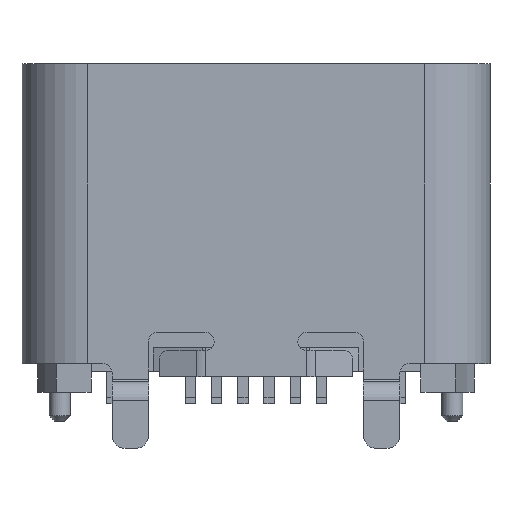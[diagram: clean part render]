
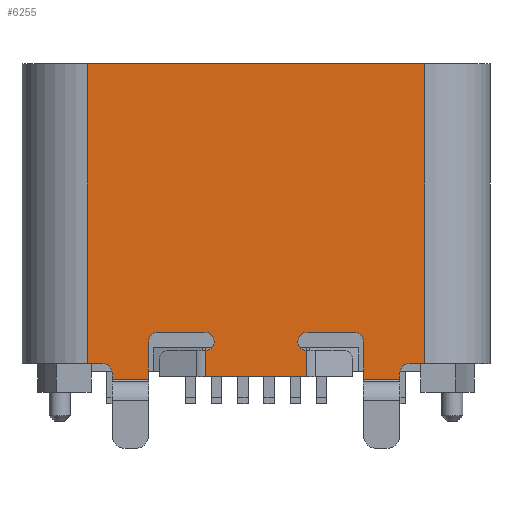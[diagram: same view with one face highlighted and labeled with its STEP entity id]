
A CAD part, front view. The second image highlights one B-rep face of the part: STEP entity #6255.
In plain terms, the highlighted planar face has unit normal (0, -1, 0).
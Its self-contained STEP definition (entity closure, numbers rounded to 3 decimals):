
#259=FACE_OUTER_BOUND('',#582,.T.);
#582=EDGE_LOOP('',(#4499,#4500,#4501,#4502,#4503,#4504,#4505,#4506,#4507,
#4508,#4509,#4510,#4511,#4512,#4513,#4514,#4515,#4516,#4517,#4518,#4519,
#4520));
#913=CIRCLE('',#6702,0.175);
#914=CIRCLE('',#6704,0.175);
#915=CIRCLE('',#6708,0.175);
#916=CIRCLE('',#6710,0.175);
#917=CIRCLE('',#6712,0.175);
#918=CIRCLE('',#6714,0.175);
#986=LINE('',#8723,#1678);
#1000=LINE('',#8761,#1692);
#1024=LINE('',#8832,#1716);
#1117=LINE('',#9119,#1809);
#1119=LINE('',#9122,#1811);
#1120=LINE('',#9124,#1812);
#1147=LINE('',#9204,#1839);
#1152=LINE('',#9224,#1844);
#1156=LINE('',#9230,#1848);
#1167=LINE('',#9269,#1859);
#1178=LINE('',#9299,#1870);
#1180=LINE('',#9303,#1872);
#1183=LINE('',#9311,#1875);
#1186=LINE('',#9317,#1878);
#1196=LINE('',#9350,#1888);
#1210=LINE('',#9390,#1902);
#1678=VECTOR('',#7003,1.);
#1692=VECTOR('',#7029,1.);
#1716=VECTOR('',#7091,1.);
#1809=VECTOR('',#7392,1.);
#1811=VECTOR('',#7396,1.);
#1812=VECTOR('',#7399,1.);
#1839=VECTOR('',#7468,1.);
#1844=VECTOR('',#7493,1.);
#1848=VECTOR('',#7499,1.);
#1859=VECTOR('',#7538,1.);
#1870=VECTOR('',#7569,1.);
#1872=VECTOR('',#7573,1.);
#1875=VECTOR('',#7582,1.);
#1878=VECTOR('',#7587,1.);
#1888=VECTOR('',#7617,1.);
#1902=VECTOR('',#7659,1.);
#2371=VERTEX_POINT('',#8720);
#2372=VERTEX_POINT('',#8722);
#2389=VERTEX_POINT('',#8758);
#2390=VERTEX_POINT('',#8760);
#2417=VERTEX_POINT('',#8828);
#2418=VERTEX_POINT('',#8830);
#2507=VERTEX_POINT('',#9116);
#2508=VERTEX_POINT('',#9118);
#2539=VERTEX_POINT('',#9202);
#2540=VERTEX_POINT('',#9203);
#2545=VERTEX_POINT('',#9223);
#2546=VERTEX_POINT('',#9229);
#2559=VERTEX_POINT('',#9266);
#2560=VERTEX_POINT('',#9268);
#2569=VERTEX_POINT('',#9298);
#2570=VERTEX_POINT('',#9302);
#2571=VERTEX_POINT('',#9309);
#2572=VERTEX_POINT('',#9310);
#2573=VERTEX_POINT('',#9315);
#2574=VERTEX_POINT('',#9316);
#2587=VERTEX_POINT('',#9349);
#2599=VERTEX_POINT('',#9388);
#2949=EDGE_CURVE('',#2371,#2372,#986,.T.);
#2967=EDGE_CURVE('',#2389,#2390,#1000,.T.);
#3004=EDGE_CURVE('',#2417,#2418,#1024,.T.);
#3147=EDGE_CURVE('',#2508,#2507,#1117,.T.);
#3149=EDGE_CURVE('',#2390,#2418,#1119,.T.);
#3150=EDGE_CURVE('',#2371,#2417,#1120,.T.);
#3189=EDGE_CURVE('',#2539,#2540,#1147,.T.);
#3200=EDGE_CURVE('',#2545,#2539,#1152,.T.);
#3204=EDGE_CURVE('',#2546,#2540,#1156,.T.);
#3222=EDGE_CURVE('',#2560,#2559,#1167,.T.);
#3238=EDGE_CURVE('',#2569,#2560,#1178,.T.);
#3240=EDGE_CURVE('',#2570,#2559,#1180,.T.);
#3243=EDGE_CURVE('',#2571,#2572,#1183,.T.);
#3246=EDGE_CURVE('',#2573,#2574,#1186,.T.);
#3263=EDGE_CURVE('',#2587,#2574,#1196,.T.);
#3284=EDGE_CURVE('',#2599,#2573,#1210,.T.);
#3289=EDGE_CURVE('',#2372,#2545,#913,.T.);
#3290=EDGE_CURVE('',#2569,#2389,#914,.T.);
#3291=EDGE_CURVE('',#2546,#2572,#915,.T.);
#3292=EDGE_CURVE('',#2571,#2599,#916,.T.);
#3293=EDGE_CURVE('',#2508,#2570,#917,.T.);
#3294=EDGE_CURVE('',#2587,#2507,#918,.T.);
#4499=ORIENTED_EDGE('',*,*,#3204,.T.);
#4500=ORIENTED_EDGE('',*,*,#3189,.F.);
#4501=ORIENTED_EDGE('',*,*,#3200,.F.);
#4502=ORIENTED_EDGE('',*,*,#3289,.F.);
#4503=ORIENTED_EDGE('',*,*,#2949,.F.);
#4504=ORIENTED_EDGE('',*,*,#3150,.T.);
#4505=ORIENTED_EDGE('',*,*,#3004,.T.);
#4506=ORIENTED_EDGE('',*,*,#3149,.F.);
#4507=ORIENTED_EDGE('',*,*,#2967,.F.);
#4508=ORIENTED_EDGE('',*,*,#3290,.F.);
#4509=ORIENTED_EDGE('',*,*,#3238,.T.);
#4510=ORIENTED_EDGE('',*,*,#3222,.T.);
#4511=ORIENTED_EDGE('',*,*,#3240,.F.);
#4512=ORIENTED_EDGE('',*,*,#3293,.F.);
#4513=ORIENTED_EDGE('',*,*,#3147,.T.);
#4514=ORIENTED_EDGE('',*,*,#3294,.F.);
#4515=ORIENTED_EDGE('',*,*,#3263,.T.);
#4516=ORIENTED_EDGE('',*,*,#3246,.F.);
#4517=ORIENTED_EDGE('',*,*,#3284,.F.);
#4518=ORIENTED_EDGE('',*,*,#3292,.F.);
#4519=ORIENTED_EDGE('',*,*,#3243,.T.);
#4520=ORIENTED_EDGE('',*,*,#3291,.F.);
#5641=PLANE('',#6715);
#6255=ADVANCED_FACE('',(#259),#5641,.T.);
#6702=AXIS2_PLACEMENT_3D('',#9399,#7672,#7673);
#6704=AXIS2_PLACEMENT_3D('',#9401,#7676,#7677);
#6708=AXIS2_PLACEMENT_3D('',#9405,#7684,#7685);
#6710=AXIS2_PLACEMENT_3D('',#9407,#7688,#7689);
#6712=AXIS2_PLACEMENT_3D('',#9409,#7692,#7693);
#6714=AXIS2_PLACEMENT_3D('',#9411,#7696,#7697);
#6715=AXIS2_PLACEMENT_3D('',#9412,#7698,#7699);
#7003=DIRECTION('',(-1.,0.,0.));
#7029=DIRECTION('',(-1.,0.,0.));
#7091=DIRECTION('',(-1.,0.,0.));
#7392=DIRECTION('',(1.,0.,0.));
#7396=DIRECTION('',(0.,0.,1.));
#7399=DIRECTION('',(0.,0.,1.));
#7468=DIRECTION('',(-1.,0.,0.));
#7493=DIRECTION('',(0.,0.,-1.));
#7499=DIRECTION('',(0.,0.,-1.));
#7538=DIRECTION('',(1.,0.,0.));
#7569=DIRECTION('',(0.,0.,-1.));
#7573=DIRECTION('',(0.,0.,-1.));
#7582=DIRECTION('',(1.,0.,0.));
#7587=DIRECTION('',(-1.,0.,0.));
#7617=DIRECTION('',(0.,0.,-1.));
#7659=DIRECTION('',(0.,0.,-1.));
#7672=DIRECTION('center_axis',(0.,-1.,0.));
#7673=DIRECTION('ref_axis',(0.,0.,1.));
#7676=DIRECTION('center_axis',(0.,-1.,0.));
#7677=DIRECTION('ref_axis',(0.,0.,1.));
#7684=DIRECTION('center_axis',(0.,-1.,0.));
#7685=DIRECTION('ref_axis',(0.,0.,1.));
#7688=DIRECTION('center_axis',(0.,-1.,0.));
#7689=DIRECTION('ref_axis',(0.,0.,1.));
#7692=DIRECTION('center_axis',(0.,-1.,0.));
#7693=DIRECTION('ref_axis',(0.,0.,1.));
#7696=DIRECTION('center_axis',(0.,-1.,0.));
#7697=DIRECTION('ref_axis',(0.,0.,1.));
#7698=DIRECTION('center_axis',(0.,-1.,0.));
#7699=DIRECTION('ref_axis',(0.,0.,1.));
#8720=CARTESIAN_POINT('',(3.22,-1.58,0.77));
#8722=CARTESIAN_POINT('',(2.925,-1.58,0.77));
#8723=CARTESIAN_POINT('',(-3.22,-1.58,0.77));
#8758=CARTESIAN_POINT('',(-2.925,-1.58,0.77));
#8760=CARTESIAN_POINT('',(-3.22,-1.58,0.77));
#8761=CARTESIAN_POINT('',(-3.22,-1.58,0.77));
#8828=CARTESIAN_POINT('',(3.22,-1.58,6.5));
#8830=CARTESIAN_POINT('',(-3.22,-1.58,6.5));
#8832=CARTESIAN_POINT('',(-3.22,-1.58,6.5));
#9116=CARTESIAN_POINT('',(-0.975,-1.58,1.37));
#9118=CARTESIAN_POINT('',(-1.875,-1.58,1.37));
#9119=CARTESIAN_POINT('',(2.05,-1.58,1.37));
#9122=CARTESIAN_POINT('',(-3.22,-1.58,0.77));
#9124=CARTESIAN_POINT('',(3.22,-1.58,0.77));
#9202=CARTESIAN_POINT('',(2.75,-1.58,0.47));
#9203=CARTESIAN_POINT('',(2.05,-1.58,0.47));
#9204=CARTESIAN_POINT('',(2.75,-1.58,0.47));
#9223=CARTESIAN_POINT('',(2.75,-1.58,0.595));
#9224=CARTESIAN_POINT('',(2.75,-1.58,0.77));
#9229=CARTESIAN_POINT('',(2.05,-1.58,1.195));
#9230=CARTESIAN_POINT('',(2.05,-1.58,0.77));
#9266=CARTESIAN_POINT('',(-2.05,-1.58,0.47));
#9268=CARTESIAN_POINT('',(-2.75,-1.58,0.47));
#9269=CARTESIAN_POINT('',(-2.75,-1.58,0.47));
#9298=CARTESIAN_POINT('',(-2.75,-1.58,0.595));
#9299=CARTESIAN_POINT('',(-2.75,-1.58,0.77));
#9302=CARTESIAN_POINT('',(-2.05,-1.58,1.195));
#9303=CARTESIAN_POINT('',(-2.05,-1.58,0.77));
#9309=CARTESIAN_POINT('',(0.975,-1.58,1.37));
#9310=CARTESIAN_POINT('',(1.875,-1.58,1.37));
#9311=CARTESIAN_POINT('',(2.05,-1.58,1.37));
#9315=CARTESIAN_POINT('',(0.965,-1.58,0.52));
#9316=CARTESIAN_POINT('',(-0.965,-1.58,0.52));
#9317=CARTESIAN_POINT('',(-0.8,-1.58,0.52));
#9349=CARTESIAN_POINT('',(-0.965,-1.58,1.02));
#9350=CARTESIAN_POINT('',(-0.965,-1.58,1.02));
#9388=CARTESIAN_POINT('',(0.965,-1.58,1.02));
#9390=CARTESIAN_POINT('',(0.965,-1.58,1.02));
#9399=CARTESIAN_POINT('Origin',(2.925,-1.58,0.595));
#9401=CARTESIAN_POINT('Origin',(-2.925,-1.58,0.595));
#9405=CARTESIAN_POINT('Origin',(1.875,-1.58,1.195));
#9407=CARTESIAN_POINT('Origin',(0.975,-1.58,1.195));
#9409=CARTESIAN_POINT('Origin',(-1.875,-1.58,1.195));
#9411=CARTESIAN_POINT('Origin',(-0.975,-1.58,1.195));
#9412=CARTESIAN_POINT('Origin',(-3.22,-1.58,0.77));
